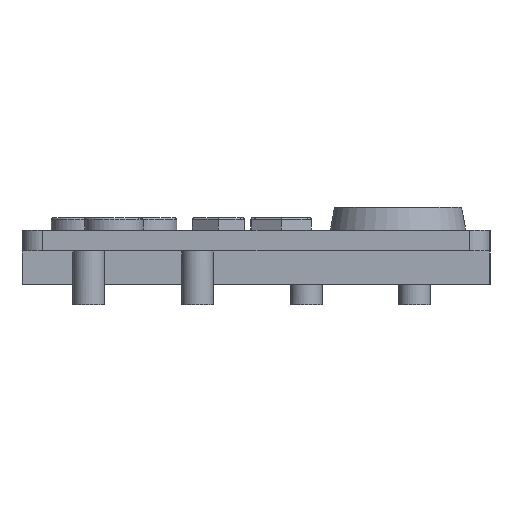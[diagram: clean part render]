
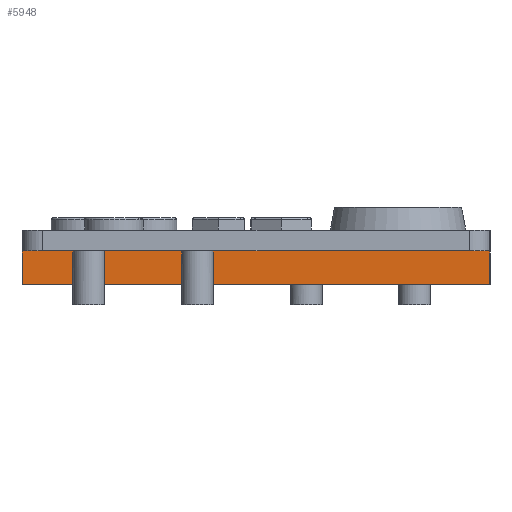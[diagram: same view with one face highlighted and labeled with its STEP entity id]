
A CAD part, left-side view. The second image highlights one B-rep face of the part: STEP entity #5948.
In plain terms, the highlighted planar face has unit normal (-1, 0, 0).
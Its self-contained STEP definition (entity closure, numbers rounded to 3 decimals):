
#254=LINE('',#8996,#843);
#661=LINE('',#10132,#1250);
#662=LINE('',#10134,#1251);
#663=LINE('',#10135,#1252);
#843=VECTOR('',#6968,10.);
#1250=VECTOR('',#8103,10.);
#1251=VECTOR('',#8104,10.);
#1252=VECTOR('',#8105,10.);
#1697=FACE_OUTER_BOUND('',#2076,.T.);
#2076=EDGE_LOOP('',(#5273,#5274,#5275,#5276));
#2559=VERTEX_POINT('',#8994);
#2560=VERTEX_POINT('',#8995);
#2869=VERTEX_POINT('',#10131);
#2870=VERTEX_POINT('',#10133);
#3152=EDGE_CURVE('',#2559,#2560,#254,.T.);
#3685=EDGE_CURVE('',#2559,#2869,#661,.T.);
#3686=EDGE_CURVE('',#2870,#2869,#662,.T.);
#3687=EDGE_CURVE('',#2560,#2870,#663,.T.);
#5273=ORIENTED_EDGE('',*,*,#3152,.F.);
#5274=ORIENTED_EDGE('',*,*,#3685,.T.);
#5275=ORIENTED_EDGE('',*,*,#3686,.F.);
#5276=ORIENTED_EDGE('',*,*,#3687,.F.);
#5643=PLANE('',#6510);
#5948=ADVANCED_FACE('',(#1697),#5643,.T.);
#6510=AXIS2_PLACEMENT_3D('',#10130,#8101,#8102);
#6968=DIRECTION('',(0.,-1.,0.));
#8101=DIRECTION('center_axis',(-1.,0.,0.));
#8102=DIRECTION('ref_axis',(0.,1.,0.));
#8103=DIRECTION('',(0.,0.,-1.));
#8104=DIRECTION('',(0.,1.,0.));
#8105=DIRECTION('',(0.,0.,-1.));
#8994=CARTESIAN_POINT('',(-5.,107.,0.));
#8995=CARTESIAN_POINT('',(-5.,-5.,0.));
#8996=CARTESIAN_POINT('',(-5.,23.,0.));
#10130=CARTESIAN_POINT('Origin',(-5.,-5.,0.));
#10131=CARTESIAN_POINT('',(-5.,107.,-8.));
#10132=CARTESIAN_POINT('',(-5.,107.,0.));
#10133=CARTESIAN_POINT('',(-5.,-5.,-8.));
#10134=CARTESIAN_POINT('',(-5.,107.,-8.));
#10135=CARTESIAN_POINT('',(-5.,-5.,0.));
